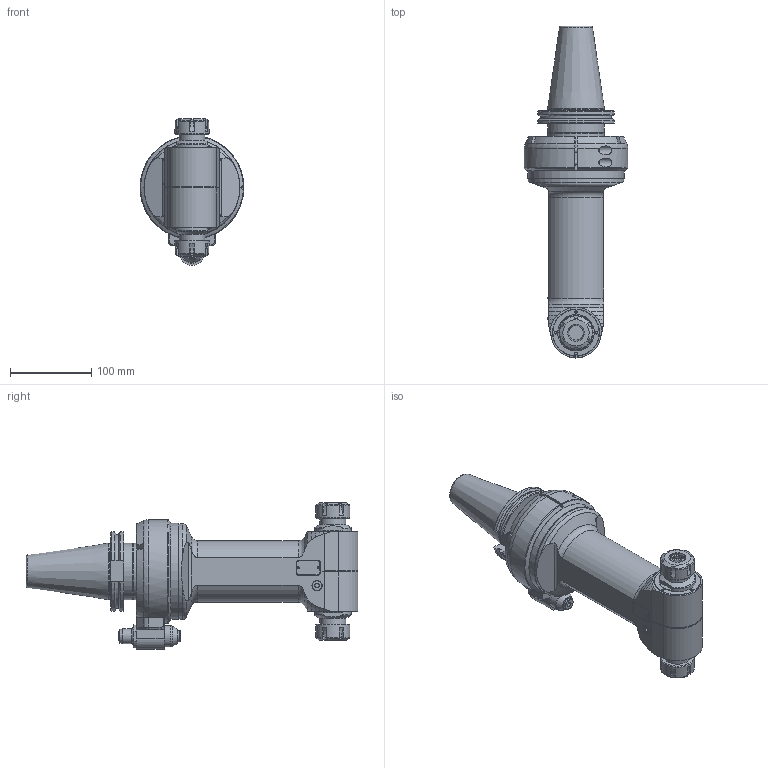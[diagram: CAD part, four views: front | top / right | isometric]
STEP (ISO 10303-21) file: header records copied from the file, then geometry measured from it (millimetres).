
FILE_DESCRIPTION(/* description */ (''),/* implementation_level */ '2;1');
FILE_NAME(/* name */ '9.F90.16L0D-2C50.stp',/* time_stamp */ '2024-04-12T11:21:14-04:00',/* author */ ('jkrenzer'),/* organization */ (''),/* preprocessor_version */ 'ST-DEVELOPER v18.1',/* originating_system */ 'Autodesk Inventor 2022',/* authorisation */ '');
FILE_SCHEMA (('AUTOMOTIVE_DESIGN { 1 0 10303 214 3 1 1 }'));
Length unit declared in the file: millimetre
Products named in the file (3): 9.F90.16L0D-2C50; 9_F90_16L_2U0; 9_GA2_458_2  (Type 2, Cat50, 80mm)
Assembly tree (2 placements, depth 2):
  9.F90.16L0D-2C50
    9_F90_16L_2U0
    9_GA2_458_2  (Type 2, Cat50, 80mm)
Bounding box: 128 x 409.6 x 181.25 mm (x, y, z)
Volume: 2192750.4 mm3; surface area: 248359 mm2
Topology: 6 solids, 6 shells, 666 faces, 1705 edges, 1103 vertices
Faces by surface type: plane 283, cylinder 164, cone 154, torus 56, bspline 5, sphere 4
Full cylindrical faces by diameter (mm): 2.5 x3, 2.6 x2, 3 x1, 3.2 x4, 4.2 x2, 5 x4, 5.3 x2, 6 x4, 6.5 x1, 7 x1, 8 x3, 8.821 x1, 9.525 x1, 10 x4, 10.4 x2, 10.5 x20, 11 x2, 12 x3, 12.5 x2, 14 x1, 18 x3, 21 x2, 21.963 x1, 22.6 x1, 23 x2, 26 x1, 26.187 x1, 26.8 x1, 27 x3, 30.5 x2
Entity records: 34809 total; most frequent: CARTESIAN_POINT 19057, ORIENTED_EDGE 3330, DIRECTION 3247, EDGE_CURVE 1665, AXIS2_PLACEMENT_3D 1286, VERTEX_POINT 1103, EDGE_LOOP 768, LINE 675
